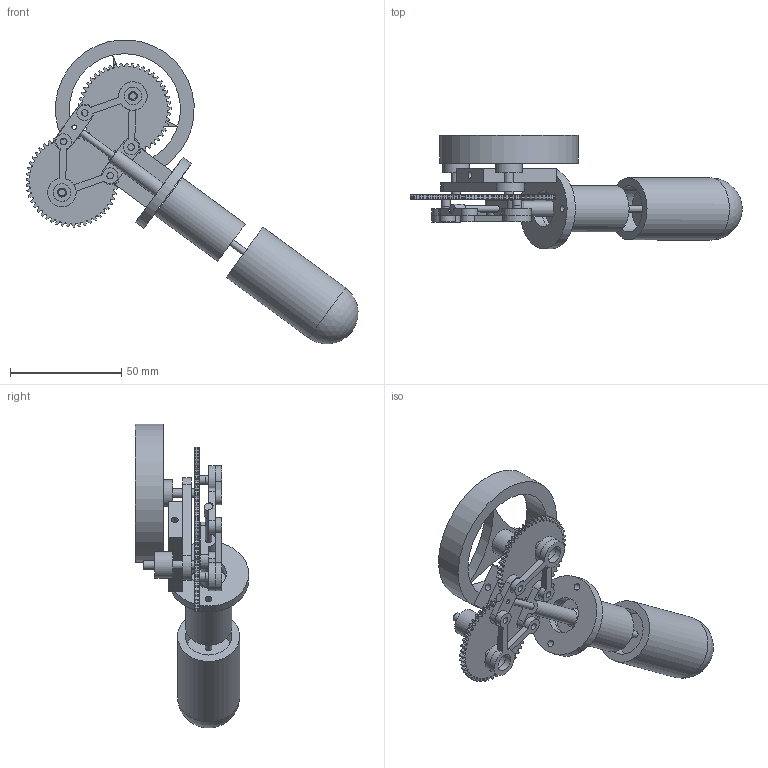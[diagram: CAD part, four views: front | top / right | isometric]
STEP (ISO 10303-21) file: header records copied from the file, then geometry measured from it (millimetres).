
FILE_DESCRIPTION(/* description */ (''),/* implementation_level */ '2;1');
FILE_NAME(/* name */ '',/* time_stamp */ '2023-02-25T21:32:50+08:00',/* author */ (''),/* organization */ (''),/* preprocessor_version */ 'ST-DEVELOPER v19.2',/* originating_system */ 'Autodesk Translation Framework v11.17.0.187',/* authorisation */ '');
FILE_SCHEMA (('AUTOMOTIVE_DESIGN { 1 0 10303 214 3 1 1 }'));
Length unit declared in the file: millimetre
Products named in the file (17): 装配; 动力活塞缸; 曲柄; 连杆; 动力活塞; 缸口; 无标题; 配气活塞; 外部1; 活塞杆; 齿轮; 齿轮_1; Spur Gear (50 teeth); 连接; 配重; 连杆_1; 飞轮
Assembly tree (21 placements, depth 3):
  装配
    动力活塞缸
    曲柄  x4
    连杆
    动力活塞
    缸口
    无标题
    配气活塞
      外部1
    活塞杆
    齿轮
      Spur Gear (50 teeth)
    齿轮_1
      Spur Gear (50 teeth)
    连接
    配重  x2
    连杆_1
    飞轮
Bounding box: 149.43 x 50.96 x 136.8 mm (x, y, z)
Volume: 72752 mm3; surface area: 47168.3 mm2
Topology: 19 solids, 19 shells, 541 faces, 1492 edges, 995 vertices
Faces by surface type: bspline 302, cylinder 169, plane 66, sphere 3, cone 1
Full cylindrical faces by diameter (mm): 2 x2, 3 x21, 4 x8, 6.8 x1, 8 x4, 10 x2, 12 x2, 16 x1, 18 x2, 19.6 x1, 20.8 x2, 28 x1, 36 x1, 62.5 x1
Entity records: 32686 total; most frequent: CARTESIAN_POINT 25572, ORIENTED_EDGE 1638, DIRECTION 1103, EDGE_CURVE 819, VERTEX_POINT 551, AXIS2_PLACEMENT_3D 400, EDGE_LOOP 360, FACE_OUTER_BOUND 304
